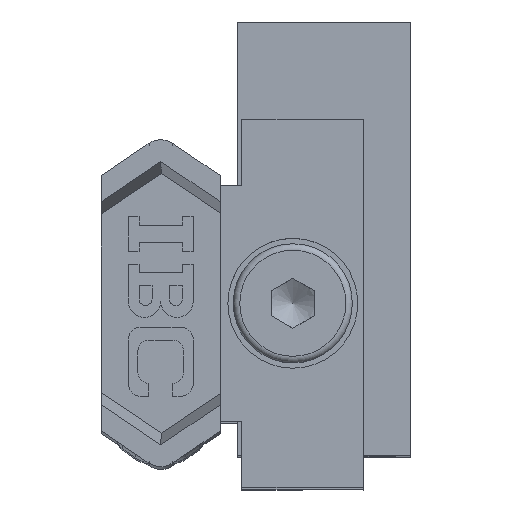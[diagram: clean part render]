
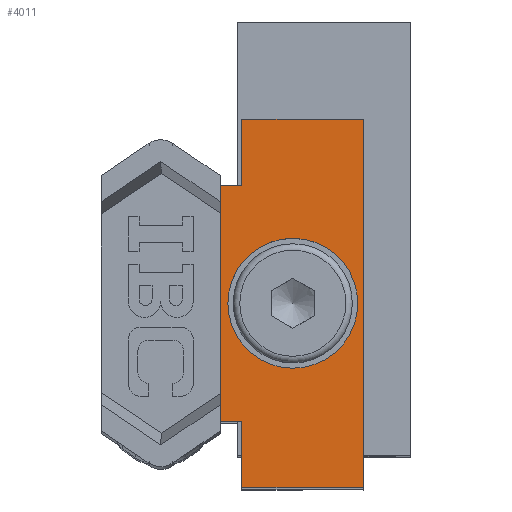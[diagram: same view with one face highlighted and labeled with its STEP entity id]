
A CAD part, top view. The second image highlights one B-rep face of the part: STEP entity #4011.
In plain terms, the highlighted face is planar.
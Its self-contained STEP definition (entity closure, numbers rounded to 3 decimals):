
#1675=CARTESIAN_POINT('',(5.45,-2.457,2.));
#1676=VERTEX_POINT('',#1675);
#1683=CARTESIAN_POINT('',(5.252,-2.751,2.));
#1684=VERTEX_POINT('',#1683);
#1685=CARTESIAN_POINT('',(5.45,-2.457,2.));
#1686=DIRECTION('',(-0.559,-0.829,0.));
#1687=VECTOR('',#1686,0.355);
#1688=LINE('',#1685,#1687);
#1689=EDGE_CURVE('',#1676,#1684,#1688,.T.);
#1935=CARTESIAN_POINT('',(-5.253,-2.751,2.));
#1936=VERTEX_POINT('',#1935);
#1943=CARTESIAN_POINT('',(-5.45,-2.458,2.));
#1944=VERTEX_POINT('',#1943);
#1945=CARTESIAN_POINT('',(-5.253,-2.751,2.));
#1946=DIRECTION('',(-0.559,0.829,0.));
#1947=VECTOR('',#1946,0.353);
#1948=LINE('',#1945,#1947);
#1949=EDGE_CURVE('',#1936,#1944,#1948,.T.);
#3569=CARTESIAN_POINT('',(-4.164,-2.751,2.0));
#3570=VERTEX_POINT('',#3569);
#3571=CARTESIAN_POINT('',(4.159,-2.751,2.0));
#3572=VERTEX_POINT('',#3571);
#3573=CARTESIAN_POINT('',(-4.164,-2.751,2.));
#3574=DIRECTION('',(1.0,0.0,0.0));
#3575=VECTOR('',#3574,8.323);
#3576=LINE('',#3573,#3575);
#3577=EDGE_CURVE('',#3570,#3572,#3576,.T.);
#3731=CARTESIAN_POINT('',(-3.,-6.101,1.999));
#3732=VERTEX_POINT('',#3731);
#3733=CARTESIAN_POINT('',(0.,-6.101,1.999));
#3734=DIRECTION('',(0.0,0.,1.));
#3735=DIRECTION('',(-1.0,0.0,0.0));
#3736=AXIS2_PLACEMENT_3D('',#3733,#3734,#3735);
#3737=CIRCLE('',#3736,3.);
#3738=EDGE_CURVE('',#3732,#3732,#3737,.T.);
#3792=CARTESIAN_POINT('',(-5.45,-3.751,2.));
#3793=VERTEX_POINT('',#3792);
#3802=CARTESIAN_POINT('',(-8.5,-3.751,2.));
#3803=VERTEX_POINT('',#3802);
#3804=CARTESIAN_POINT('',(-5.45,-3.751,2.));
#3805=DIRECTION('',(-1.0,0.0,0.0));
#3806=VECTOR('',#3805,3.05);
#3807=LINE('',#3804,#3806);
#3808=EDGE_CURVE('',#3793,#3803,#3807,.T.);
#3834=CARTESIAN_POINT('',(5.45,-3.751,2.));
#3835=VERTEX_POINT('',#3834);
#3850=CARTESIAN_POINT('',(8.5,-3.751,2.));
#3851=VERTEX_POINT('',#3850);
#3858=CARTESIAN_POINT('',(8.5,-3.751,2.));
#3859=DIRECTION('',(-1.0,0.0,0.0));
#3860=VECTOR('',#3859,3.05);
#3861=LINE('',#3858,#3860);
#3862=EDGE_CURVE('',#3851,#3835,#3861,.T.);
#3874=CARTESIAN_POINT('',(8.5,-9.351,1.997));
#3875=VERTEX_POINT('',#3874);
#3882=CARTESIAN_POINT('',(8.5,-3.751,2.));
#3883=DIRECTION('',(0.0,-1.,0.));
#3884=VECTOR('',#3883,5.6);
#3885=LINE('',#3882,#3884);
#3886=EDGE_CURVE('',#3851,#3875,#3885,.T.);
#3903=CARTESIAN_POINT('',(-8.5,-9.351,1.997));
#3904=VERTEX_POINT('',#3903);
#3920=CARTESIAN_POINT('',(-8.5,-3.751,2.));
#3921=DIRECTION('',(0.0,-1.,0.));
#3922=VECTOR('',#3921,5.6);
#3923=LINE('',#3920,#3922);
#3924=EDGE_CURVE('',#3803,#3904,#3923,.T.);
#3942=CARTESIAN_POINT('',(8.5,-9.351,1.997));
#3943=DIRECTION('',(-1.0,0.0,0.0));
#3944=VECTOR('',#3943,17.);
#3945=LINE('',#3942,#3944);
#3946=EDGE_CURVE('',#3875,#3904,#3945,.T.);
#3957=CARTESIAN_POINT('',(5.45,-3.751,2.));
#3958=DIRECTION('',(0.0,1.,0.));
#3959=VECTOR('',#3958,1.294);
#3960=LINE('',#3957,#3959);
#3961=EDGE_CURVE('',#3835,#1676,#3960,.T.);
#3974=CARTESIAN_POINT('',(5.45,-2.751,2.));
#3975=DIRECTION('',(0.,0.,-1.));
#3976=DIRECTION('',(-1.0,0.0,0.0));
#3977=AXIS2_PLACEMENT_3D('',#3974,#3975,#3976);
#3978=PLANE('',#3977);
#3979=CARTESIAN_POINT('',(-5.45,-3.751,2.));
#3980=DIRECTION('',(0.0,1.,0.));
#3981=VECTOR('',#3980,1.292);
#3982=LINE('',#3979,#3981);
#3983=EDGE_CURVE('',#3793,#1944,#3982,.T.);
#3984=ORIENTED_EDGE('',*,*,#3983,.T.);
#3985=ORIENTED_EDGE('',*,*,#1949,.F.);
#3986=CARTESIAN_POINT('',(-4.164,-2.751,2.));
#3987=DIRECTION('',(-1.0,0.0,0.0));
#3988=VECTOR('',#3987,1.089);
#3989=LINE('',#3986,#3988);
#3990=EDGE_CURVE('',#3570,#1936,#3989,.T.);
#3991=ORIENTED_EDGE('',*,*,#3990,.F.);
#3992=ORIENTED_EDGE('',*,*,#3577,.T.);
#3993=CARTESIAN_POINT('',(5.252,-2.751,2.));
#3994=DIRECTION('',(-1.0,0.0,0.0));
#3995=VECTOR('',#3994,1.092);
#3996=LINE('',#3993,#3995);
#3997=EDGE_CURVE('',#1684,#3572,#3996,.T.);
#3998=ORIENTED_EDGE('',*,*,#3997,.F.);
#3999=ORIENTED_EDGE('',*,*,#1689,.F.);
#4000=ORIENTED_EDGE('',*,*,#3961,.F.);
#4001=ORIENTED_EDGE('',*,*,#3862,.F.);
#4002=ORIENTED_EDGE('',*,*,#3886,.T.);
#4003=ORIENTED_EDGE('',*,*,#3946,.T.);
#4004=ORIENTED_EDGE('',*,*,#3924,.F.);
#4005=ORIENTED_EDGE('',*,*,#3808,.F.);
#4006=EDGE_LOOP('',(#3984,#3985,#3991,#3992,#3998,#3999,#4000,#4001,#4002,#4003,#4004,#4005));
#4007=FACE_OUTER_BOUND('',#4006,.T.);
#4008=ORIENTED_EDGE('',*,*,#3738,.T.);
#4009=EDGE_LOOP('',(#4008));
#4010=FACE_BOUND('',#4009,.T.);
#4011=ADVANCED_FACE('',(#4007,#4010),#3978,.T.);
